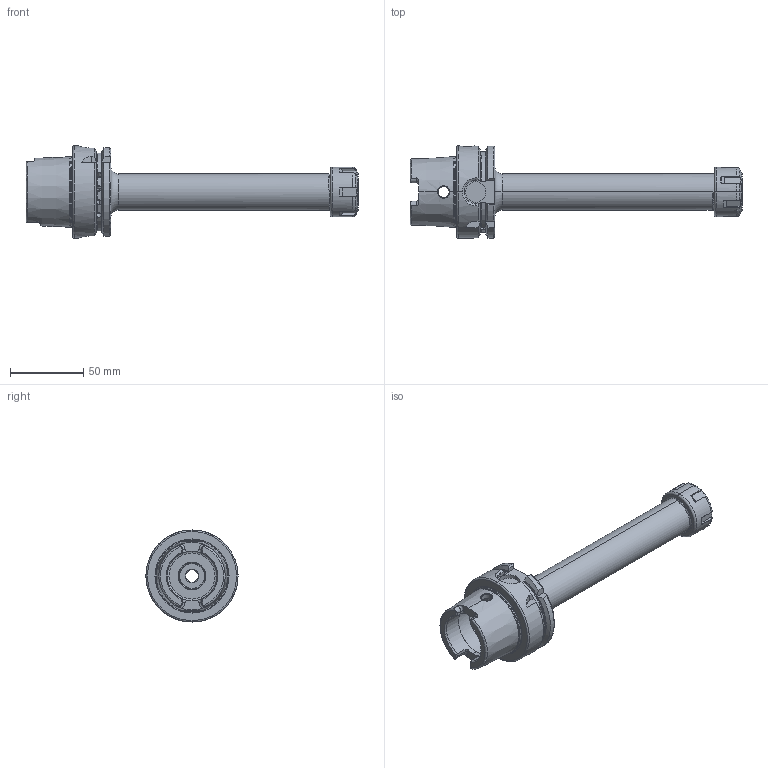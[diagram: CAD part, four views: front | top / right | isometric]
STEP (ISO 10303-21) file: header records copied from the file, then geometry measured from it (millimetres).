
FILE_DESCRIPTION (( 'STEP AP203' ), '1' );
FILE_NAME ('A63.02.13.3.STEP', '2016-11-26T03:11:30', ( '' ), ( '' ), 'SwSTEP 2.0', 'SolidWorks 2012', '' );
FILE_SCHEMA (( 'CONFIG_CONTROL_DESIGN' ));
Length unit declared in the file: millimetre
Products named in the file (3): A63.02.13.3; 2-01.100.0200190C7_ER20螺帽(六溝)
Assembly tree (2 placements, depth 2):
  A63.02.13.3
    A63.02.13.3
    2-01.100.0200190C7_ER20螺帽(六溝)
Bounding box: 227.2 x 63 x 63 mm (x, y, z)
Volume: 152760.9 mm3; surface area: 47789.6 mm2
Topology: 2 solids, 2 shells, 397 faces, 1068 edges, 670 vertices
Faces by surface type: cylinder 143, plane 100, torus 58, bspline 56, cone 40
Entity records: 29375 total; most frequent: CARTESIAN_POINT 20284, ORIENTED_EDGE 2112, DIRECTION 1527, EDGE_CURVE 1056, VERTEX_POINT 670, AXIS2_PLACEMENT_3D 606, EDGE_LOOP 412, ADVANCED_FACE 397
